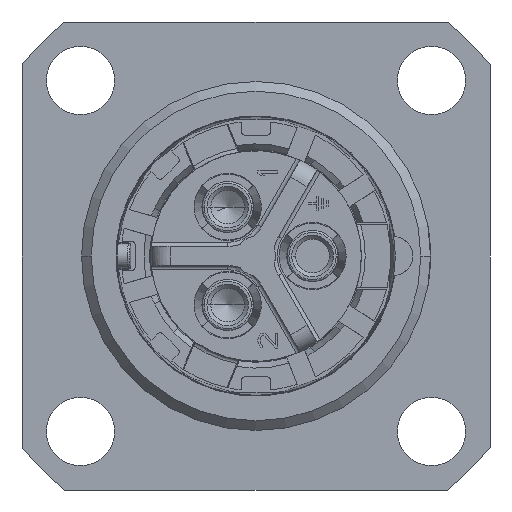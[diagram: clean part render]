
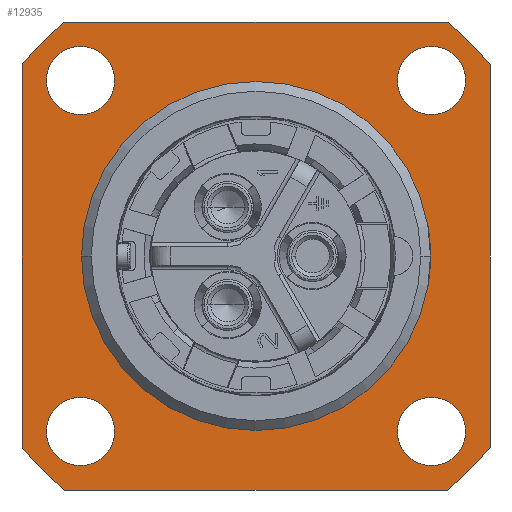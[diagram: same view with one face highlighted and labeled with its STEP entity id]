
A CAD part, left-side view. The second image highlights one B-rep face of the part: STEP entity #12935.
In plain terms, the highlighted planar face has unit normal (-1, 0, 0).
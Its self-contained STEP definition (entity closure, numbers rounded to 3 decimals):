
#821=CARTESIAN_POINT('',(5.5,12.,-12.));
#822=DIRECTION('',(-1.,0.,0.));
#823=DIRECTION('',(0.,-1.,0.));
#824=AXIS2_PLACEMENT_3D('',#821,#822,#823);
#851=CARTESIAN_POINT('',(5.5,12.,-12.));
#852=DIRECTION('',(-1.,0.,0.));
#853=DIRECTION('',(0.,1.,0.));
#854=AXIS2_PLACEMENT_3D('',#851,#852,#853);
#881=DIRECTION('',(0.,0.,1.));
#882=VECTOR('',#881,19.621);
#883=CARTESIAN_POINT('',(5.5,0.,-21.811));
#884=LINE('1127',#883,#882);
#885=CARTESIAN_POINT('',(5.5,12.,-12.));
#886=DIRECTION('',(-1.,0.,0.));
#887=DIRECTION('',(0.,-0.633,-0.774));
#888=AXIS2_PLACEMENT_3D('',#885,#886,#887);
#890=DIRECTION('',(0.,-1.,0.));
#891=VECTOR('',#890,19.621);
#892=CARTESIAN_POINT('',(5.5,21.811,-24.));
#893=LINE('1129',#892,#891);
#894=CARTESIAN_POINT('',(5.5,12.,-12.));
#895=DIRECTION('',(-1.,0.,0.));
#896=DIRECTION('',(0.,0.774,-0.633));
#897=AXIS2_PLACEMENT_3D('',#894,#895,#896);
#899=DIRECTION('',(0.,0.,-1.));
#900=VECTOR('',#899,19.621);
#901=CARTESIAN_POINT('',(5.5,24.,-2.189));
#902=LINE('1131',#901,#900);
#903=CARTESIAN_POINT('',(5.5,12.,-12.));
#904=DIRECTION('',(-1.,0.,0.));
#905=DIRECTION('',(0.,0.633,0.774));
#906=AXIS2_PLACEMENT_3D('',#903,#904,#905);
#908=DIRECTION('',(0.,1.,0.));
#909=VECTOR('',#908,19.621);
#910=CARTESIAN_POINT('',(5.5,2.189,0.));
#911=LINE('1133',#910,#909);
#912=CARTESIAN_POINT('',(5.5,12.,-12.));
#913=DIRECTION('',(-1.,0.,0.));
#914=DIRECTION('',(0.,-0.774,0.633));
#915=AXIS2_PLACEMENT_3D('',#912,#913,#914);
#917=CARTESIAN_POINT('',(5.5,21.,-3.));
#918=DIRECTION('',(-1.,0.,0.));
#919=DIRECTION('',(0.,0.,-1.));
#920=AXIS2_PLACEMENT_3D('',#917,#918,#919);
#922=CARTESIAN_POINT('',(5.5,21.,-3.));
#923=DIRECTION('',(-1.,0.,0.));
#924=DIRECTION('',(0.,0.,1.));
#925=AXIS2_PLACEMENT_3D('',#922,#923,#924);
#927=CARTESIAN_POINT('',(5.5,21.,-21.));
#928=DIRECTION('',(-1.,0.,0.));
#929=DIRECTION('',(0.,0.,-1.));
#930=AXIS2_PLACEMENT_3D('',#927,#928,#929);
#932=CARTESIAN_POINT('',(5.5,21.,-21.));
#933=DIRECTION('',(-1.,0.,0.));
#934=DIRECTION('',(0.,0.,1.));
#935=AXIS2_PLACEMENT_3D('',#932,#933,#934);
#937=CARTESIAN_POINT('',(5.5,3.,-21.));
#938=DIRECTION('',(-1.,0.,0.));
#939=DIRECTION('',(0.,0.,-1.));
#940=AXIS2_PLACEMENT_3D('',#937,#938,#939);
#942=CARTESIAN_POINT('',(5.5,3.,-21.));
#943=DIRECTION('',(-1.,0.,0.));
#944=DIRECTION('',(0.,0.,1.));
#945=AXIS2_PLACEMENT_3D('',#942,#943,#944);
#947=CARTESIAN_POINT('',(5.5,3.,-3.));
#948=DIRECTION('',(-1.,0.,0.));
#949=DIRECTION('',(0.,0.,-1.));
#950=AXIS2_PLACEMENT_3D('',#947,#948,#949);
#952=CARTESIAN_POINT('',(5.5,3.,-3.));
#953=DIRECTION('',(-1.,0.,0.));
#954=DIRECTION('',(0.,0.,1.));
#955=AXIS2_PLACEMENT_3D('',#952,#953,#954);
#9346=CARTESIAN_POINT('',(5.5,0.,-21.811));
#9347=CARTESIAN_POINT('',(5.5,0.,-2.189));
#9348=VERTEX_POINT('',#9346);
#9349=VERTEX_POINT('',#9347);
#9350=CARTESIAN_POINT('',(5.5,2.189,-24.));
#9351=VERTEX_POINT('',#9350);
#9352=CARTESIAN_POINT('',(5.5,21.811,-24.));
#9353=VERTEX_POINT('',#9352);
#9354=CARTESIAN_POINT('',(5.5,24.,-21.811));
#9355=VERTEX_POINT('',#9354);
#9356=CARTESIAN_POINT('',(5.5,24.,-2.189));
#9357=VERTEX_POINT('',#9356);
#9358=CARTESIAN_POINT('',(5.5,21.811,0.));
#9359=VERTEX_POINT('',#9358);
#9360=CARTESIAN_POINT('',(5.5,2.189,0.));
#9361=VERTEX_POINT('',#9360);
#9366=CARTESIAN_POINT('',(5.5,3.05,-12.));
#9367=CARTESIAN_POINT('',(5.5,20.95,-12.));
#9368=VERTEX_POINT('',#9366);
#9369=VERTEX_POINT('',#9367);
#9402=CARTESIAN_POINT('',(5.5,21.,-4.75));
#9403=CARTESIAN_POINT('',(5.5,21.,-1.25));
#9404=VERTEX_POINT('',#9402);
#9405=VERTEX_POINT('',#9403);
#9406=CARTESIAN_POINT('',(5.5,21.,-22.75));
#9407=CARTESIAN_POINT('',(5.5,21.,-19.25));
#9408=VERTEX_POINT('',#9406);
#9409=VERTEX_POINT('',#9407);
#9410=CARTESIAN_POINT('',(5.5,3.,-22.75));
#9411=CARTESIAN_POINT('',(5.5,3.,-19.25));
#9412=VERTEX_POINT('',#9410);
#9413=VERTEX_POINT('',#9411);
#9414=CARTESIAN_POINT('',(5.5,3.,-4.75));
#9415=CARTESIAN_POINT('',(5.5,3.,-1.25));
#9416=VERTEX_POINT('',#9414);
#9417=VERTEX_POINT('',#9415);
#12884=CARTESIAN_POINT('',(5.5,12.,-12.));
#12885=DIRECTION('',(1.,0.,0.));
#12886=DIRECTION('',(0.,0.,-1.));
#12887=AXIS2_PLACEMENT_3D('',#12884,#12885,#12886);
#12888=PLANE('267',#12887);
#12890=ORIENTED_EDGE('1127',*,*,#12889,.F.);
#12892=ORIENTED_EDGE('1128',*,*,#12891,.F.);
#12894=ORIENTED_EDGE('1129',*,*,#12893,.F.);
#12896=ORIENTED_EDGE('1130',*,*,#12895,.F.);
#12898=ORIENTED_EDGE('1131',*,*,#12897,.F.);
#12900=ORIENTED_EDGE('1132',*,*,#12899,.F.);
#12902=ORIENTED_EDGE('1133',*,*,#12901,.F.);
#12904=ORIENTED_EDGE('1134',*,*,#12903,.F.);
#12905=EDGE_LOOP('267',(#12890,#12892,#12894,#12896,#12898,#12900,#12902,
#12904));
#12906=FACE_OUTER_BOUND('267',#12905,.F.);
#12908=ORIENTED_EDGE('1174',*,*,#12907,.T.);
#12910=ORIENTED_EDGE('1175',*,*,#12909,.T.);
#12911=EDGE_LOOP('267',(#12908,#12910));
#12912=FACE_BOUND('267',#12911,.F.);
#12914=ORIENTED_EDGE('1176',*,*,#12913,.T.);
#12916=ORIENTED_EDGE('1177',*,*,#12915,.T.);
#12917=EDGE_LOOP('267',(#12914,#12916));
#12918=FACE_BOUND('267',#12917,.F.);
#12920=ORIENTED_EDGE('1178',*,*,#12919,.T.);
#12922=ORIENTED_EDGE('1179',*,*,#12921,.T.);
#12923=EDGE_LOOP('267',(#12920,#12922));
#12924=FACE_BOUND('267',#12923,.F.);
#12926=ORIENTED_EDGE('1180',*,*,#12925,.T.);
#12928=ORIENTED_EDGE('1181',*,*,#12927,.T.);
#12929=EDGE_LOOP('267',(#12926,#12928));
#12930=FACE_BOUND('267',#12929,.F.);
#12931=ORIENTED_EDGE('1144',*,*,#12822,.T.);
#12932=ORIENTED_EDGE('1146',*,*,#12867,.T.);
#12933=EDGE_LOOP('267',(#12931,#12932));
#12934=FACE_BOUND('267',#12933,.F.);
#825=CIRCLE('1144',#824,8.95);
#855=CIRCLE('1146',#854,8.95);
#889=CIRCLE('1128',#888,15.5);
#898=CIRCLE('1130',#897,15.5);
#907=CIRCLE('1132',#906,15.5);
#916=CIRCLE('1134',#915,15.5);
#921=CIRCLE('1174',#920,1.75);
#926=CIRCLE('1175',#925,1.75);
#931=CIRCLE('1176',#930,1.75);
#936=CIRCLE('1177',#935,1.75);
#941=CIRCLE('1178',#940,1.75);
#946=CIRCLE('1179',#945,1.75);
#951=CIRCLE('1180',#950,1.75);
#956=CIRCLE('1181',#955,1.75);
#12822=EDGE_CURVE('1144',#9368,#9369,#825,.T.);
#12867=EDGE_CURVE('1146',#9369,#9368,#855,.T.);
#12889=EDGE_CURVE('1127',#9348,#9349,#884,.T.);
#12891=EDGE_CURVE('1128',#9351,#9348,#889,.T.);
#12893=EDGE_CURVE('1129',#9353,#9351,#893,.T.);
#12895=EDGE_CURVE('1130',#9355,#9353,#898,.T.);
#12897=EDGE_CURVE('1131',#9357,#9355,#902,.T.);
#12899=EDGE_CURVE('1132',#9359,#9357,#907,.T.);
#12901=EDGE_CURVE('1133',#9361,#9359,#911,.T.);
#12903=EDGE_CURVE('1134',#9349,#9361,#916,.T.);
#12907=EDGE_CURVE('1174',#9404,#9405,#921,.T.);
#12909=EDGE_CURVE('1175',#9405,#9404,#926,.T.);
#12913=EDGE_CURVE('1176',#9408,#9409,#931,.T.);
#12915=EDGE_CURVE('1177',#9409,#9408,#936,.T.);
#12919=EDGE_CURVE('1178',#9412,#9413,#941,.T.);
#12921=EDGE_CURVE('1179',#9413,#9412,#946,.T.);
#12925=EDGE_CURVE('1180',#9416,#9417,#951,.T.);
#12927=EDGE_CURVE('1181',#9417,#9416,#956,.T.);
#12935=ADVANCED_FACE('267',(#12906,#12912,#12918,#12924,#12930,#12934),#12888,
.F.);
